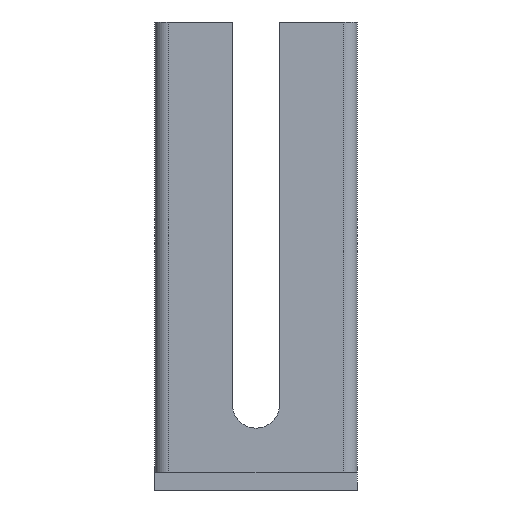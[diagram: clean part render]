
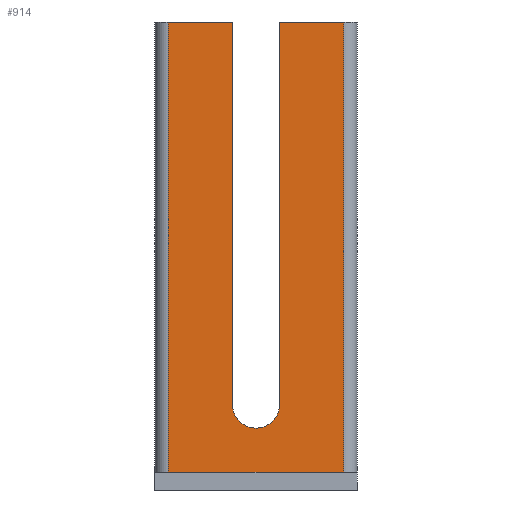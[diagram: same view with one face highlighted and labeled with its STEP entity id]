
A CAD part, front view. The second image highlights one B-rep face of the part: STEP entity #914.
In plain terms, the highlighted planar face has unit normal (0, -1, 0).
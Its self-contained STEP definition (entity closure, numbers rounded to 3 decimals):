
#130 = CARTESIAN_POINT ( 'NONE',  ( 36.177, 66.903, 105.755 ) ) ;
#150 = ORIENTED_EDGE ( 'NONE', *, *, #1687, .T. ) ;
#154 = VERTEX_POINT ( 'NONE', #1082 ) ;
#212 = ORIENTED_EDGE ( 'NONE', *, *, #2122, .F. ) ;
#305 = VECTOR ( 'NONE', #998, 1000. ) ;
#309 = ORIENTED_EDGE ( 'NONE', *, *, #1041, .T. ) ;
#351 = DIRECTION ( 'NONE',  ( 1., 0., 0. ) ) ;
#370 = LINE ( 'NONE', #1678, #668 ) ;
#385 = VECTOR ( 'NONE', #1314, 1000. ) ;
#392 = CARTESIAN_POINT ( 'NONE',  ( -19.323, 66.903, 275.755 ) ) ;
#417 = LINE ( 'NONE', #426, #305 ) ;
#421 = LINE ( 'NONE', #392, #1850 ) ;
#422 = LINE ( 'NONE', #2241, #1908 ) ;
#426 = CARTESIAN_POINT ( 'NONE',  ( 15.177, 66.903, 275.755 ) ) ;
#431 = FACE_OUTER_BOUND ( 'NONE', #1245, .T. ) ;
#449 = ORIENTED_EDGE ( 'NONE', *, *, #2135, .T. ) ;
#460 = VECTOR ( 'NONE', #351, 1000. ) ;
#478 = LINE ( 'NONE', #1497, #385 ) ;
#517 = LINE ( 'NONE', #805, #1887 ) ;
#560 = VERTEX_POINT ( 'NONE', #130 ) ;
#576 = CARTESIAN_POINT ( 'NONE',  ( -19.323, 66.903, 275.755 ) ) ;
#578 = DIRECTION ( 'NONE',  ( 0., 0., -1. ) ) ;
#668 = VECTOR ( 'NONE', #1288, 1000. ) ;
#767 = DIRECTION ( 'NONE',  ( 1., 0., 0. ) ) ;
#776 = CARTESIAN_POINT ( 'NONE',  ( 64.677, 66.903, 275.755 ) ) ;
#792 = DIRECTION ( 'NONE',  ( 0., 1., 0. ) ) ;
#795 = VERTEX_POINT ( 'NONE', #776 ) ;
#805 = CARTESIAN_POINT ( 'NONE',  ( 64.677, 66.903, 275.755 ) ) ;
#818 = VERTEX_POINT ( 'NONE', #1162 ) ;
#901 = CARTESIAN_POINT ( 'NONE',  ( -19.323, 66.903, 275.755 ) ) ;
#914 = ADVANCED_FACE ( 'NONE', ( #431 ), #1533, .F. ) ;
#956 = DIRECTION ( 'NONE',  ( 0., 0., 1. ) ) ;
#998 = DIRECTION ( 'NONE',  ( 0., 0., 1. ) ) ;
#1006 = DIRECTION ( 'NONE',  ( 0., 0., -1. ) ) ;
#1041 = EDGE_CURVE ( 'NONE', #1640, #1955, #370, .T. ) ;
#1053 = AXIS2_PLACEMENT_3D ( 'NONE', #576, #792, #956 ) ;
#1058 = VERTEX_POINT ( 'NONE', #1747 ) ;
#1075 = ORIENTED_EDGE ( 'NONE', *, *, #1995, .T. ) ;
#1082 = CARTESIAN_POINT ( 'NONE',  ( 15.177, 66.903, 105.755 ) ) ;
#1103 = CARTESIAN_POINT ( 'NONE',  ( -13.323, 66.903, 75.755 ) ) ;
#1162 = CARTESIAN_POINT ( 'NONE',  ( -13.323, 66.903, 275.755 ) ) ;
#1245 = EDGE_LOOP ( 'NONE', ( #212, #449, #150, #1075, #1310, #1529, #309, #2216 ) ) ;
#1272 = EDGE_CURVE ( 'NONE', #795, #1955, #517, .T. ) ;
#1288 = DIRECTION ( 'NONE',  ( 1., 0., 0. ) ) ;
#1310 = ORIENTED_EDGE ( 'NONE', *, *, #1521, .F. ) ;
#1314 = DIRECTION ( 'NONE',  ( 0., 0., -1. ) ) ;
#1338 = LINE ( 'NONE', #901, #460 ) ;
#1347 = AXIS2_PLACEMENT_3D ( 'NONE', #1796, #2184, #1964 ) ;
#1497 = CARTESIAN_POINT ( 'NONE',  ( 36.177, 66.903, 275.755 ) ) ;
#1521 = EDGE_CURVE ( 'NONE', #818, #1949, #1338, .T. ) ;
#1529 = ORIENTED_EDGE ( 'NONE', *, *, #2049, .T. ) ;
#1533 = PLANE ( 'NONE',  #1053 ) ;
#1640 = VERTEX_POINT ( 'NONE', #1103 ) ;
#1678 = CARTESIAN_POINT ( 'NONE',  ( -19.323, 66.903, 75.755 ) ) ;
#1687 = EDGE_CURVE ( 'NONE', #560, #154, #2162, .T. ) ;
#1747 = CARTESIAN_POINT ( 'NONE',  ( 36.177, 66.903, 275.755 ) ) ;
#1796 = CARTESIAN_POINT ( 'NONE',  ( 25.677, 66.903, 105.755 ) ) ;
#1850 = VECTOR ( 'NONE', #767, 1000. ) ;
#1887 = VECTOR ( 'NONE', #1006, 1000. ) ;
#1908 = VECTOR ( 'NONE', #578, 1000. ) ;
#1949 = VERTEX_POINT ( 'NONE', #2042 ) ;
#1955 = VERTEX_POINT ( 'NONE', #2237 ) ;
#1964 = DIRECTION ( 'NONE',  ( 0., 0., 1. ) ) ;
#1995 = EDGE_CURVE ( 'NONE', #154, #1949, #417, .T. ) ;
#2042 = CARTESIAN_POINT ( 'NONE',  ( 15.177, 66.903, 275.755 ) ) ;
#2049 = EDGE_CURVE ( 'NONE', #818, #1640, #422, .T. ) ;
#2122 = EDGE_CURVE ( 'NONE', #1058, #795, #421, .T. ) ;
#2135 = EDGE_CURVE ( 'NONE', #1058, #560, #478, .T. ) ;
#2162 = CIRCLE ( 'NONE', #1347, 10.5 ) ;
#2184 = DIRECTION ( 'NONE',  ( 0., 1., 0. ) ) ;
#2216 = ORIENTED_EDGE ( 'NONE', *, *, #1272, .F. ) ;
#2237 = CARTESIAN_POINT ( 'NONE',  ( 64.677, 66.903, 75.755 ) ) ;
#2241 = CARTESIAN_POINT ( 'NONE',  ( -13.323, 66.903, 275.755 ) ) ;
